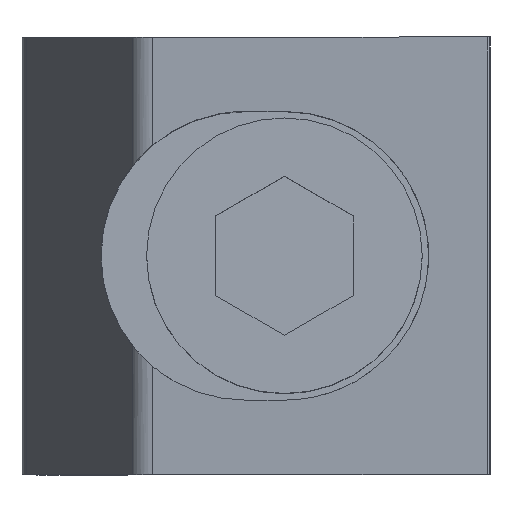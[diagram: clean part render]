
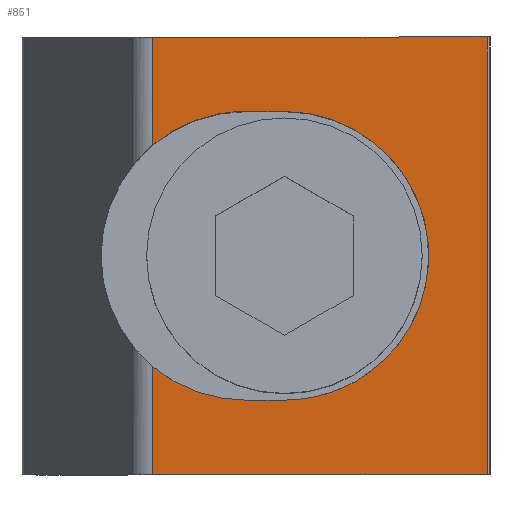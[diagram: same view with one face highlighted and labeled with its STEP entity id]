
A CAD part, top view. The second image highlights one B-rep face of the part: STEP entity #851.
In plain terms, the highlighted planar face has unit normal (-0.097, 0, 0.995).
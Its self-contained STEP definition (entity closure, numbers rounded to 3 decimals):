
#3 = LINE ( 'NONE', #780, #908 ) ;
#35 = EDGE_CURVE ( 'NONE', #397, #945, #1037, .T. ) ;
#37 = ORIENTED_EDGE ( 'NONE', *, *, #1358, .T. ) ;
#52 = ORIENTED_EDGE ( 'NONE', *, *, #1896, .F. ) ;
#110 = LINE ( 'NONE', #402, #1004 ) ;
#118 = EDGE_CURVE ( 'NONE', #1914, #1247, #1763, .T. ) ;
#136 = CARTESIAN_POINT ( 'NONE',  ( 9.993, 12.7, 17.675 ) ) ;
#202 = ORIENTED_EDGE ( 'NONE', *, *, #1676, .T. ) ;
#208 = CARTESIAN_POINT ( 'NONE',  ( 0., -8.382, 16.704 ) ) ;
#251 = CARTESIAN_POINT ( 'NONE',  ( 11.77, 12.7, 17.848 ) ) ;
#329 = ORIENTED_EDGE ( 'NONE', *, *, #1058, .T. ) ;
#379 = CARTESIAN_POINT ( 'NONE',  ( 9.993, 12.7, 17.675 ) ) ;
#394 = CARTESIAN_POINT ( 'NONE',  ( -6.116, 7.703, 16.11 ) ) ;
#397 = VERTEX_POINT ( 'NONE', #1450 ) ;
#401 = VERTEX_POINT ( 'NONE', #1585 ) ;
#402 = CARTESIAN_POINT ( 'NONE',  ( 9.993, 8.382, 17.675 ) ) ;
#436 = DIRECTION ( 'NONE',  ( 0.097, 0., -0.995 ) ) ;
#452 = PLANE ( 'NONE',  #1550 ) ;
#455 = VECTOR ( 'NONE', #827, 1000. ) ;
#458 = CARTESIAN_POINT ( 'NONE',  ( -7.64, 12.7, 15.962 ) ) ;
#477 = CARTESIAN_POINT ( 'NONE',  ( 11.77, 12.7, 17.848 ) ) ;
#482 = CARTESIAN_POINT ( 'NONE',  ( -7.64, 12.7, 15.962 ) ) ;
#533 = CARTESIAN_POINT ( 'NONE',  ( -2.261, 8.382, 16.485 ) ) ;
#536 = EDGE_LOOP ( 'NONE', ( #1757, #2025, #52, #847, #202, #1638, #1434, #1113, #329, #37 ) ) ;
#560 = DIRECTION ( 'NONE',  ( 0., -1., 0. ) ) ;
#573 = LINE ( 'NONE', #1518, #1554 ) ;
#634 = CARTESIAN_POINT ( 'NONE',  ( -4.248, -8.382, 16.291 ) ) ;
#660 = DIRECTION ( 'NONE',  ( 0.995, 0., 0.097 ) ) ;
#667 = LINE ( 'NONE', #379, #455 ) ;
#684 = VERTEX_POINT ( 'NONE', #1693 ) ;
#734 = VECTOR ( 'NONE', #660, 1000. ) ;
#737 = CARTESIAN_POINT ( 'NONE',  ( -2.261, -8.382, 16.485 ) ) ;
#751 = LINE ( 'NONE', #458, #1906 ) ;
#780 = CARTESIAN_POINT ( 'NONE',  ( 9.993, -8.382, 17.675 ) ) ;
#827 = DIRECTION ( 'NONE',  ( 0.995, 0., 0.097 ) ) ;
#847 = ORIENTED_EDGE ( 'NONE', *, *, #1714, .T. ) ;
#851 = ADVANCED_FACE ( 'NONE', ( #1674 ), #452, .F. ) ;
#871 = CARTESIAN_POINT ( 'NONE',  ( 11.77, -12.7, 17.848 ) ) ;
#908 = VECTOR ( 'NONE', #1415, 1000. ) ;
#939 = CARTESIAN_POINT ( 'NONE',  ( -6.116, -7.703, 16.11 ) ) ;
#945 = VERTEX_POINT ( 'NONE', #1192 ) ;
#950 = CARTESIAN_POINT ( 'NONE',  ( 16.764, 8.382, 18.333 ) ) ;
#962 = CARTESIAN_POINT ( 'NONE',  ( 9.993, -12.7, 17.675 ) ) ;
#1004 = VECTOR ( 'NONE', #1825, 1000. ) ;
#1037 =( BOUNDED_CURVE ( )  B_SPLINE_CURVE ( 3, ( #1121, #950, #1253, #208 ),
 .UNSPECIFIED., .F., .T. ) 
 B_SPLINE_CURVE_WITH_KNOTS ( ( 4, 4 ),
 ( 4.712, 7.854 ),
 .UNSPECIFIED. ) 
 CURVE ( )  GEOMETRIC_REPRESENTATION_ITEM ( )  RATIONAL_B_SPLINE_CURVE ( ( 1., 0.333, 0.333, 1. ) ) 
 REPRESENTATION_ITEM ( '' )  );
#1058 = EDGE_CURVE ( 'NONE', #1990, #1941, #1930, .T. ) ;
#1113 = ORIENTED_EDGE ( 'NONE', *, *, #1346, .T. ) ;
#1121 = CARTESIAN_POINT ( 'NONE',  ( 0., 8.382, 16.704 ) ) ;
#1192 = CARTESIAN_POINT ( 'NONE',  ( 0., -8.382, 16.704 ) ) ;
#1247 = VERTEX_POINT ( 'NONE', #871 ) ;
#1253 = CARTESIAN_POINT ( 'NONE',  ( 16.764, -8.382, 18.333 ) ) ;
#1262 = CARTESIAN_POINT ( 'NONE',  ( -2.261, -8.382, 16.485 ) ) ;
#1292 = EDGE_CURVE ( 'NONE', #1247, #1804, #1846, .T. ) ;
#1308 = CARTESIAN_POINT ( 'NONE',  ( -7.64, 6.428, 15.962 ) ) ;
#1316 = CARTESIAN_POINT ( 'NONE',  ( -7.64, -12.7, 15.962 ) ) ;
#1346 = EDGE_CURVE ( 'NONE', #945, #1990, #3, .T. ) ;
#1358 = EDGE_CURVE ( 'NONE', #1941, #1914, #751, .T. ) ;
#1404 = CARTESIAN_POINT ( 'NONE',  ( -7.64, -6.428, 15.962 ) ) ;
#1415 = DIRECTION ( 'NONE',  ( -0.995, 0., -0.097 ) ) ;
#1434 = ORIENTED_EDGE ( 'NONE', *, *, #35, .T. ) ;
#1450 = CARTESIAN_POINT ( 'NONE',  ( 0., 8.382, 16.704 ) ) ;
#1494 = DIRECTION ( 'NONE',  ( 0., 1., 0. ) ) ;
#1518 = CARTESIAN_POINT ( 'NONE',  ( -7.64, 12.7, 15.962 ) ) ;
#1550 = AXIS2_PLACEMENT_3D ( 'NONE', #136, #436, #1979 ) ;
#1554 = VECTOR ( 'NONE', #560, 1000. ) ;
#1561 = VERTEX_POINT ( 'NONE', #482 ) ;
#1585 = CARTESIAN_POINT ( 'NONE',  ( -2.261, 8.382, 16.485 ) ) ;
#1630 = VECTOR ( 'NONE', #1494, 1000. ) ;
#1638 = ORIENTED_EDGE ( 'NONE', *, *, #1946, .T. ) ;
#1674 = FACE_OUTER_BOUND ( 'NONE', #536, .T. ) ;
#1676 = EDGE_CURVE ( 'NONE', #684, #401, #1748, .T. ) ;
#1693 = CARTESIAN_POINT ( 'NONE',  ( -7.64, 6.428, 15.962 ) ) ;
#1699 = DIRECTION ( 'NONE',  ( 0., -1., 0. ) ) ;
#1714 = EDGE_CURVE ( 'NONE', #1561, #684, #573, .T. ) ;
#1748 =( BOUNDED_CURVE ( )  B_SPLINE_CURVE ( 3, ( #1308, #394, #1945, #533 ),
 .UNSPECIFIED., .F., .T. ) 
 B_SPLINE_CURVE_WITH_KNOTS ( ( 4, 4 ),
 ( 4.016, 4.712 ),
 .UNSPECIFIED. ) 
 CURVE ( )  GEOMETRIC_REPRESENTATION_ITEM ( )  RATIONAL_B_SPLINE_CURVE ( ( 1., 0.96, 0.96, 1. ) ) 
 REPRESENTATION_ITEM ( '' )  );
#1757 = ORIENTED_EDGE ( 'NONE', *, *, #118, .T. ) ;
#1763 = LINE ( 'NONE', #962, #734 ) ;
#1804 = VERTEX_POINT ( 'NONE', #477 ) ;
#1825 = DIRECTION ( 'NONE',  ( 0.995, 0., 0.097 ) ) ;
#1834 = CARTESIAN_POINT ( 'NONE',  ( -7.64, -6.428, 15.962 ) ) ;
#1846 = LINE ( 'NONE', #251, #1630 ) ;
#1896 = EDGE_CURVE ( 'NONE', #1561, #1804, #667, .T. ) ;
#1906 = VECTOR ( 'NONE', #1699, 1000. ) ;
#1914 = VERTEX_POINT ( 'NONE', #1316 ) ;
#1930 =( BOUNDED_CURVE ( )  B_SPLINE_CURVE ( 3, ( #1262, #634, #939, #1404 ),
 .UNSPECIFIED., .F., .T. ) 
 B_SPLINE_CURVE_WITH_KNOTS ( ( 4, 4 ),
 ( 1.571, 2.268 ),
 .UNSPECIFIED. ) 
 CURVE ( )  GEOMETRIC_REPRESENTATION_ITEM ( )  RATIONAL_B_SPLINE_CURVE ( ( 1., 0.96, 0.96, 1. ) ) 
 REPRESENTATION_ITEM ( '' )  );
#1941 = VERTEX_POINT ( 'NONE', #1834 ) ;
#1945 = CARTESIAN_POINT ( 'NONE',  ( -4.248, 8.382, 16.291 ) ) ;
#1946 = EDGE_CURVE ( 'NONE', #401, #397, #110, .T. ) ;
#1979 = DIRECTION ( 'NONE',  ( -0.995, 0., -0.097 ) ) ;
#1990 = VERTEX_POINT ( 'NONE', #737 ) ;
#2025 = ORIENTED_EDGE ( 'NONE', *, *, #1292, .T. ) ;
